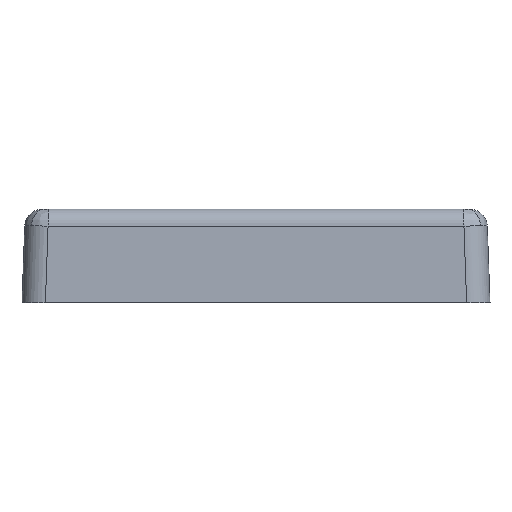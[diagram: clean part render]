
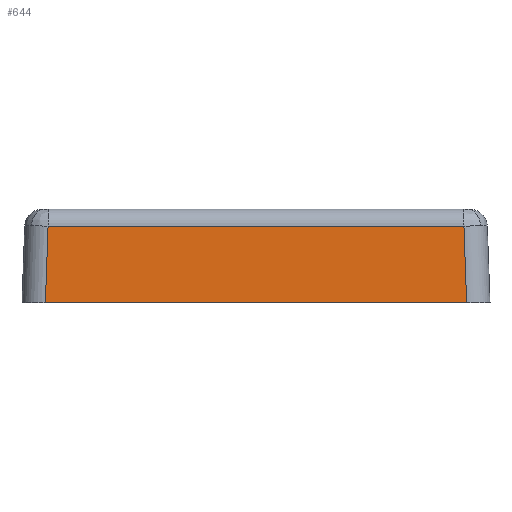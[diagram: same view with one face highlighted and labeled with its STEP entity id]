
A CAD part, front view. The second image highlights one B-rep face of the part: STEP entity #644.
In plain terms, the highlighted planar face has unit normal (0, -0.999, 0.035).
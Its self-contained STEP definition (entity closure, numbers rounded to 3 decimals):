
#576 = EDGE_LOOP ( 'NONE', ( #10276, #5562, #1306, #10129 ) ) ;
#639 = CARTESIAN_POINT ( 'NONE',  ( -35.91, -39.908, 2.648 ) ) ;
#644 = ADVANCED_FACE ( 'NONE', ( #1288 ), #6285, .T. ) ;
#818 = VERTEX_POINT ( 'NONE', #11669 ) ;
#1171 = DIRECTION ( 'NONE',  ( 0., -0.035, -0.999 ) ) ;
#1288 = FACE_OUTER_BOUND ( 'NONE', #576, .T. ) ;
#1306 = ORIENTED_EDGE ( 'NONE', *, *, #3440, .T. ) ;
#2140 = VECTOR ( 'NONE', #6934, 1000. ) ;
#3440 = EDGE_CURVE ( 'NONE', #5528, #4453, #10546, .T. ) ;
#3723 = AXIS2_PLACEMENT_3D ( 'NONE', #6166, #10157, #1171 ) ;
#3870 = VECTOR ( 'NONE', #8469, 1000. ) ;
#4453 = VERTEX_POINT ( 'NONE', #7908 ) ;
#4478 = EDGE_CURVE ( 'NONE', #4453, #8095, #5944, .T. ) ;
#5528 = VERTEX_POINT ( 'NONE', #12092 ) ;
#5562 = ORIENTED_EDGE ( 'NONE', *, *, #5851, .T. ) ;
#5836 = CARTESIAN_POINT ( 'NONE',  ( 36.002, -40., 0. ) ) ;
#5851 = EDGE_CURVE ( 'NONE', #818, #5528, #8142, .T. ) ;
#5944 = LINE ( 'NONE', #9861, #2140 ) ;
#6166 = CARTESIAN_POINT ( 'NONE',  ( 40., -40., 0. ) ) ;
#6285 = PLANE ( 'NONE',  #3723 ) ;
#6934 = DIRECTION ( 'NONE',  ( 1., 0., 0. ) ) ;
#7125 = EDGE_CURVE ( 'NONE', #8095, #818, #7954, .T. ) ;
#7908 = CARTESIAN_POINT ( 'NONE',  ( -36.002, -40., 0. ) ) ;
#7954 = LINE ( 'NONE', #9442, #3870 ) ;
#8095 = VERTEX_POINT ( 'NONE', #5836 ) ;
#8142 = LINE ( 'NONE', #12130, #12203 ) ;
#8469 = DIRECTION ( 'NONE',  ( -0.035, 0.035, 0.999 ) ) ;
#9442 = CARTESIAN_POINT ( 'NONE',  ( 36.007, -40.005, -0.139 ) ) ;
#9861 = CARTESIAN_POINT ( 'NONE',  ( 40., -40., 0. ) ) ;
#10129 = ORIENTED_EDGE ( 'NONE', *, *, #4478, .T. ) ;
#10157 = DIRECTION ( 'NONE',  ( 0., -0.999, 0.035 ) ) ;
#10276 = ORIENTED_EDGE ( 'NONE', *, *, #7125, .T. ) ;
#10546 = LINE ( 'NONE', #639, #12397 ) ;
#10674 = DIRECTION ( 'NONE',  ( -0.035, -0.035, -0.999 ) ) ;
#11669 = CARTESIAN_POINT ( 'NONE',  ( 35.545, -39.542, 13.105 ) ) ;
#12092 = CARTESIAN_POINT ( 'NONE',  ( -35.545, -39.542, 13.105 ) ) ;
#12130 = CARTESIAN_POINT ( 'NONE',  ( -35.444, -39.542, 13.105 ) ) ;
#12203 = VECTOR ( 'NONE', #12865, 1000. ) ;
#12397 = VECTOR ( 'NONE', #10674, 1000. ) ;
#12865 = DIRECTION ( 'NONE',  ( -1., 0., 0. ) ) ;
